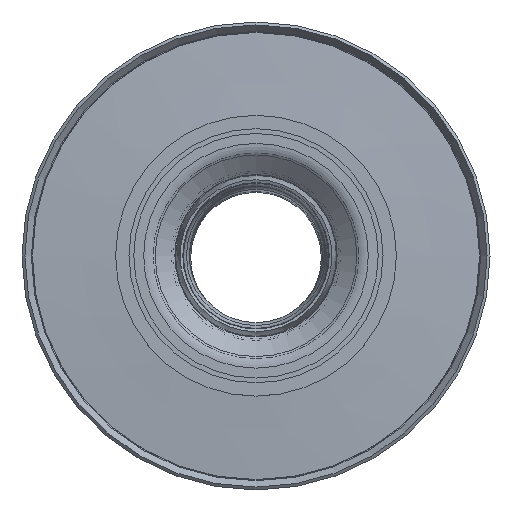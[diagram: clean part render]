
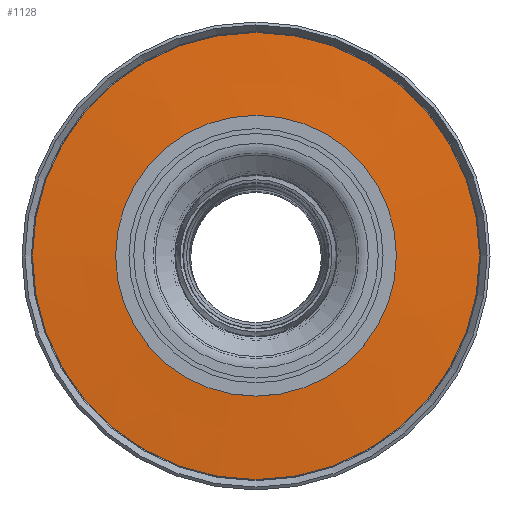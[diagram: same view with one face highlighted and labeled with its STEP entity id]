
A CAD part, top view. The second image highlights one B-rep face of the part: STEP entity #1128.
In plain terms, the highlighted conical face has half-angle 86.049 degrees and reference radius 921.657 mm.
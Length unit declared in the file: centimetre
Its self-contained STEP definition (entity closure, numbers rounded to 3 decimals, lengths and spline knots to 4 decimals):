
#78=CONICAL_SURFACE('',#1235,92.1656,1.502);
#95=LINE('',#1910,#130);
#130=VECTOR('',#1491,92.1656);
#188=FACE_OUTER_BOUND('',#264,.T.);
#264=EDGE_LOOP('',(#807,#808,#809,#810,#811));
#356=CIRCLE('',#1234,67.1366);
#357=CIRCLE('',#1236,117.1947);
#358=CIRCLE('',#1237,117.1947);
#482=VERTEX_POINT('',#1902);
#483=VERTEX_POINT('',#1906);
#484=VERTEX_POINT('',#1907);
#603=EDGE_CURVE('',#482,#482,#356,.T.);
#604=EDGE_CURVE('',#483,#484,#357,.T.);
#605=EDGE_CURVE('',#484,#483,#358,.T.);
#606=EDGE_CURVE('',#484,#482,#95,.T.);
#807=ORIENTED_EDGE('',*,*,#604,.F.);
#808=ORIENTED_EDGE('',*,*,#605,.F.);
#809=ORIENTED_EDGE('',*,*,#606,.T.);
#810=ORIENTED_EDGE('',*,*,#603,.T.);
#811=ORIENTED_EDGE('',*,*,#606,.F.);
#1128=ADVANCED_FACE('',(#188),#78,.T.);
#1234=AXIS2_PLACEMENT_3D('',#1904,#1483,#1484);
#1235=AXIS2_PLACEMENT_3D('',#1905,#1485,#1486);
#1236=AXIS2_PLACEMENT_3D('',#1908,#1487,#1488);
#1237=AXIS2_PLACEMENT_3D('',#1909,#1489,#1490);
#1483=DIRECTION('center_axis',(0.,0.,-1.));
#1484=DIRECTION('ref_axis',(1.,0.,0.));
#1485=DIRECTION('center_axis',(0.,0.,-1.));
#1486=DIRECTION('ref_axis',(-1.,0.,0.));
#1487=DIRECTION('center_axis',(0.,0.,-1.));
#1488=DIRECTION('ref_axis',(1.,0.,0.));
#1489=DIRECTION('center_axis',(0.,0.,-1.));
#1490=DIRECTION('ref_axis',(1.,0.,0.));
#1491=DIRECTION('',(-0.998,0.,0.069));
#1902=CARTESIAN_POINT('',(271.0718,155.6314,425.5403));
#1904=CARTESIAN_POINT('Origin',(203.9352,155.6314,425.5403));
#1905=CARTESIAN_POINT('Origin',(203.9352,155.6314,423.8118));
#1906=CARTESIAN_POINT('',(203.9352,38.4367,422.0833));
#1907=CARTESIAN_POINT('',(321.1299,155.6314,422.0833));
#1908=CARTESIAN_POINT('Origin',(203.9352,155.6314,422.0833));
#1909=CARTESIAN_POINT('Origin',(203.9352,155.6314,422.0833));
#1910=CARTESIAN_POINT('',(296.1008,155.6314,423.8118));
